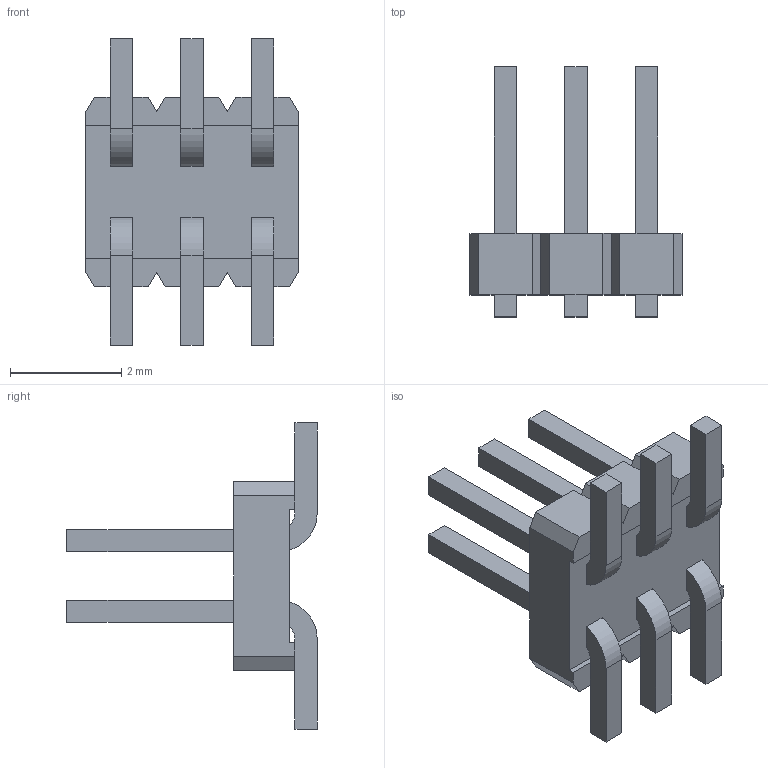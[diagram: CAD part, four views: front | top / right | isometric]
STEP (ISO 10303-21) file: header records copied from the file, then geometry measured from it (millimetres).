
FILE_DESCRIPTION((''),'2;1');
FILE_NAME('20021121-00006XXLFC','2009-07-16T',('msriniva'),('FCI - ELX Division'),'PRO/ENGINEER BY PARAMETRIC TECHNOLOGY CORPORATION, 2008010','PRO/ENGINEER BY PARAMETRIC TECHNOLOGY CORPORATION, 2008010','');
FILE_SCHEMA(('CONFIG_CONTROL_DESIGN'));
Length unit declared in the file: millimetre
Products named in the file (1): 20021121-00006XXLFC
Bounding box: 3.81 x 4.5 x 5.5 mm (x, y, z)
Volume: 18.1 mm3; surface area: 89.7 mm2
Topology: 1 solids, 1 shells, 110 faces, 300 edges, 192 vertices
Faces by surface type: plane 98, cylinder 12
Entity records: 3458 total; most frequent: CARTESIAN_POINT 602, ORIENTED_EDGE 600, DIRECTION 544, EDGE_CURVE 300, VECTOR 276, LINE 276, VERTEX_POINT 192, AXIS2_PLACEMENT_3D 134
